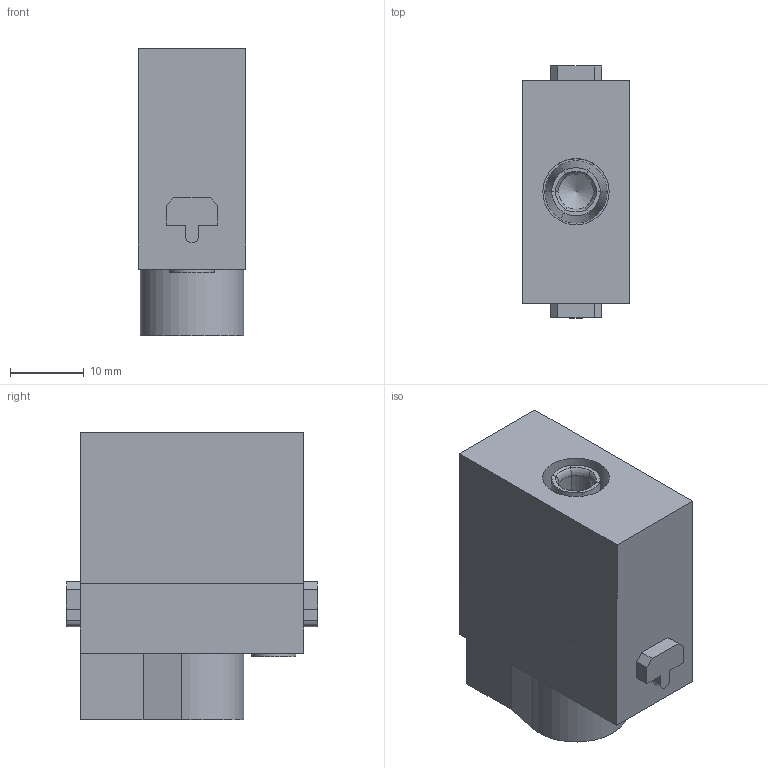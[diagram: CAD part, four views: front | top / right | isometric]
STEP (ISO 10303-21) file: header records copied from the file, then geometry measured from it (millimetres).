
FILE_DESCRIPTION(/* description */ (''),/* implementation_level */ '2;1');
FILE_NAME(/* name */ '100198525ugm000_d.stp',/* time_stamp */ '2019-09-11T11:07:25+02:00',/* author */ (''),/* organization */ (''),/* preprocessor_version */ 'ST-DEVELOPER v16.7',/* originating_system */ 'SIEMENS PLM Software NX 12.0',/* authorisation */ '');
FILE_SCHEMA (('AUTOMOTIVE_DESIGN { 1 0 10303 214 3 1 1 1 }'));
Length unit declared in the file: millimetre
Products named in the file (1): 100198525ugm000_d
Bounding box: 14.6 x 34.2 x 39 mm (x, y, z)
Volume: 14264.2 mm3; surface area: 6023.2 mm2
Topology: 1 solids, 1 shells, 207 faces, 607 edges, 513 vertices
Faces by surface type: plane 159, cylinder 35, torus 6, cone 5, extrusion 2
Full cylindrical faces by diameter (mm): 0.911 x1, 1.077 x1, 5.59 x1, 6 x1, 6.53 x1, 7.25 x1, 8.45 x1, 9 x1
Entity records: 7994 total; most frequent: CARTESIAN_POINT 1368, DIRECTION 1082, ORIENTED_EDGE 996, EDGE_CURVE 498, VECTOR 468, LINE 466, VERTEX_POINT 333, AXIS2_PLACEMENT_3D 307
